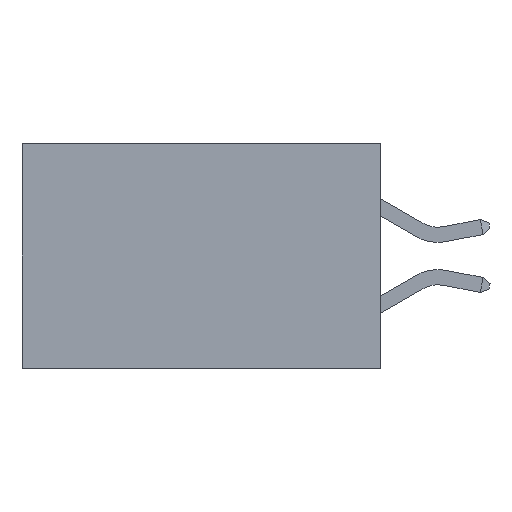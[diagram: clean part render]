
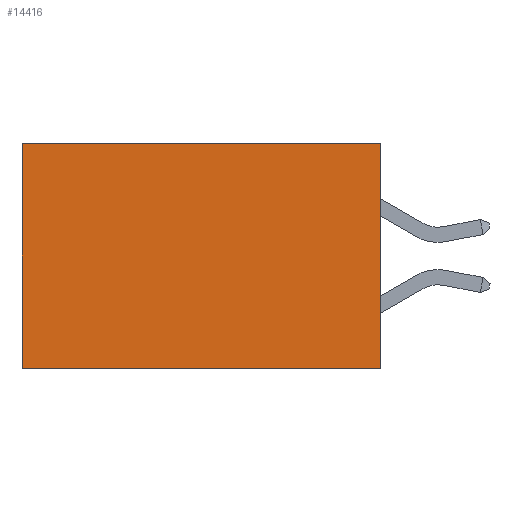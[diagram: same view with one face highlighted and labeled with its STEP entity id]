
A CAD part, left-side view. The second image highlights one B-rep face of the part: STEP entity #14416.
In plain terms, the highlighted planar face has unit normal (-1, 0, 0).
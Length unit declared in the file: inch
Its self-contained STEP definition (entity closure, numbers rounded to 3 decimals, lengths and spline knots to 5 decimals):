
#1092 = CARTESIAN_POINT ( 'NONE',  ( 0.277, 0.59, -0.37 ) ) ;
#1457 = VERTEX_POINT ( 'NONE', #5805 ) ;
#2018 = LINE ( 'NONE', #5381, #5087 ) ;
#2690 = LINE ( 'NONE', #14108, #6719 ) ;
#2983 = VECTOR ( 'NONE', #10128, 39.37008 ) ;
#3547 = EDGE_CURVE ( 'NONE', #1457, #15247, #16049, .T. ) ;
#3945 = VECTOR ( 'NONE', #10801, 39.37008 ) ;
#4035 = ORIENTED_EDGE ( 'NONE', *, *, #4150, .T. ) ;
#4131 = FACE_OUTER_BOUND ( 'NONE', #6906, .T. ) ;
#4150 = EDGE_CURVE ( 'NONE', #10414, #15247, #2018, .T. ) ;
#5087 = VECTOR ( 'NONE', #5427, 39.37008 ) ;
#5228 = EDGE_CURVE ( 'NONE', #17490, #10414, #2690, .T. ) ;
#5381 = CARTESIAN_POINT ( 'NONE',  ( 0.277, 0.59, -0.37 ) ) ;
#5427 = DIRECTION ( 'NONE',  ( 0., 0., -1. ) ) ;
#5805 = CARTESIAN_POINT ( 'NONE',  ( 0.277, 0., -0.37 ) ) ;
#6719 = VECTOR ( 'NONE', #14007, 39.37008 ) ;
#6834 = DIRECTION ( 'NONE',  ( 1., 0., 0. ) ) ;
#6906 = EDGE_LOOP ( 'NONE', ( #4035, #16440, #18356, #13557 ) ) ;
#6979 = LINE ( 'NONE', #17712, #2983 ) ;
#8324 = PLANE ( 'NONE',  #9781 ) ;
#9781 = AXIS2_PLACEMENT_3D ( 'NONE', #15953, #6834, #17479 ) ;
#9889 = CARTESIAN_POINT ( 'NONE',  ( 0.277, 0., 0. ) ) ;
#10128 = DIRECTION ( 'NONE',  ( 0., 0., -1. ) ) ;
#10414 = VERTEX_POINT ( 'NONE', #19428 ) ;
#10801 = DIRECTION ( 'NONE',  ( 0., 1., 0. ) ) ;
#10923 = CARTESIAN_POINT ( 'NONE',  ( 0.277, 0., -0.37 ) ) ;
#13557 = ORIENTED_EDGE ( 'NONE', *, *, #5228, .T. ) ;
#13799 = EDGE_CURVE ( 'NONE', #17490, #1457, #6979, .T. ) ;
#14007 = DIRECTION ( 'NONE',  ( 0., 1., 0. ) ) ;
#14108 = CARTESIAN_POINT ( 'NONE',  ( 0.277, 0., 0. ) ) ;
#14416 = ADVANCED_FACE ( 'NONE', ( #4131 ), #8324, .F. ) ;
#15247 = VERTEX_POINT ( 'NONE', #1092 ) ;
#15953 = CARTESIAN_POINT ( 'NONE',  ( 0.277, 0., -0.37 ) ) ;
#16049 = LINE ( 'NONE', #10923, #3945 ) ;
#16440 = ORIENTED_EDGE ( 'NONE', *, *, #3547, .F. ) ;
#17479 = DIRECTION ( 'NONE',  ( 0., 0., -1. ) ) ;
#17490 = VERTEX_POINT ( 'NONE', #9889 ) ;
#17712 = CARTESIAN_POINT ( 'NONE',  ( 0.277, 0., -0.37 ) ) ;
#18356 = ORIENTED_EDGE ( 'NONE', *, *, #13799, .F. ) ;
#19428 = CARTESIAN_POINT ( 'NONE',  ( 0.277, 0.59, 0. ) ) ;
